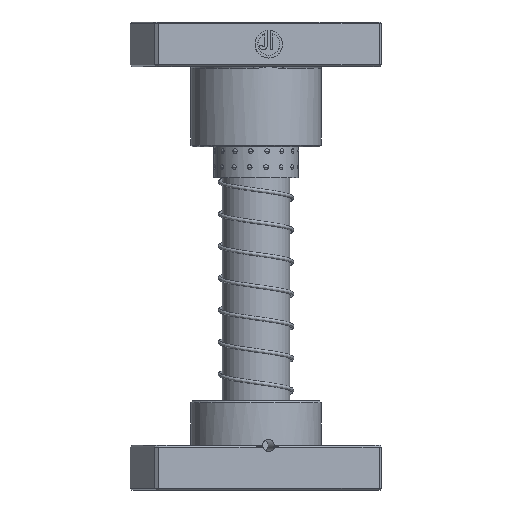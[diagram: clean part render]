
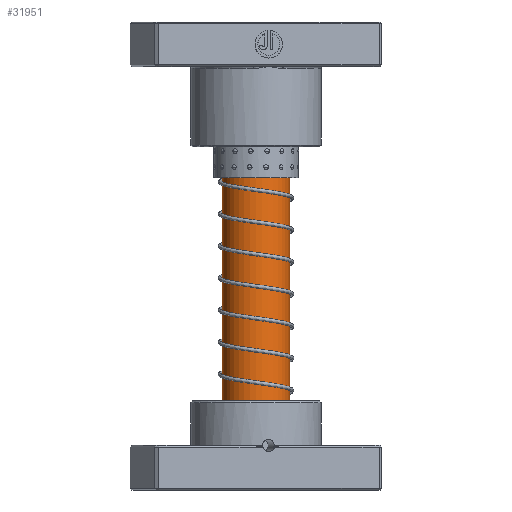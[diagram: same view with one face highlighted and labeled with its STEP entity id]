
A CAD part, front view. The second image highlights one B-rep face of the part: STEP entity #31951.
In plain terms, the highlighted cylindrical face has radius 19 mm (diameter 38 mm), a partial arc.
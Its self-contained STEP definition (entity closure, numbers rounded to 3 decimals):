
#1364 = CARTESIAN_POINT ( 'NONE',  ( 19., 0., 220. ) ) ;
#2042 = DIRECTION ( 'NONE',  ( 0., 0., -1. ) ) ;
#3582 = EDGE_CURVE ( 'NONE', #4999, #22270, #20339, .T. ) ;
#3661 = EDGE_CURVE ( 'NONE', #15038, #41222, #16089, .T. ) ;
#4630 = DIRECTION ( 'NONE',  ( -1., 0., 0. ) ) ;
#4999 = VERTEX_POINT ( 'NONE', #34614 ) ;
#5874 = EDGE_LOOP ( 'NONE', ( #38445, #42666, #11038, #32810 ) ) ;
#7026 = EDGE_CURVE ( 'NONE', #4999, #15038, #20473, .T. ) ;
#7091 = VECTOR ( 'NONE', #2042, 1000. ) ;
#8737 = CIRCLE ( 'NONE', #25096, 19. ) ;
#10787 = FACE_OUTER_BOUND ( 'NONE', #5874, .T. ) ;
#11038 = ORIENTED_EDGE ( 'NONE', *, *, #3661, .T. ) ;
#11371 = DIRECTION ( 'NONE',  ( 0., 0., -1. ) ) ;
#13329 = DIRECTION ( 'NONE',  ( 0., 0., -1. ) ) ;
#14067 = CARTESIAN_POINT ( 'NONE',  ( -19., 0., 216. ) ) ;
#15038 = VERTEX_POINT ( 'NONE', #14067 ) ;
#16089 = LINE ( 'NONE', #21748, #7091 ) ;
#18704 = CYLINDRICAL_SURFACE ( 'NONE', #41115, 19. ) ;
#18750 = EDGE_CURVE ( 'NONE', #22270, #41222, #8737, .T. ) ;
#20339 = LINE ( 'NONE', #1364, #37134 ) ;
#20473 = CIRCLE ( 'NONE', #42132, 19. ) ;
#21748 = CARTESIAN_POINT ( 'NONE',  ( -19., 0., 220. ) ) ;
#22270 = VERTEX_POINT ( 'NONE', #38088 ) ;
#25096 = AXIS2_PLACEMENT_3D ( 'NONE', #33551, #13329, #36876 ) ;
#28537 = DIRECTION ( 'NONE',  ( 0., 0., -1. ) ) ;
#29086 = CARTESIAN_POINT ( 'NONE',  ( -19., 0., 29.25 ) ) ;
#31582 = CARTESIAN_POINT ( 'NONE',  ( 0., 0., 216. ) ) ;
#31951 = ADVANCED_FACE ( 'NONE', ( #10787 ), #18704, .T. ) ;
#32810 = ORIENTED_EDGE ( 'NONE', *, *, #18750, .F. ) ;
#33551 = CARTESIAN_POINT ( 'NONE',  ( 0., 0., 29.25 ) ) ;
#34614 = CARTESIAN_POINT ( 'NONE',  ( 19., 0., 216. ) ) ;
#34949 = DIRECTION ( 'NONE',  ( 1., 0., 0. ) ) ;
#35023 = CARTESIAN_POINT ( 'NONE',  ( 0., 0., 220. ) ) ;
#36876 = DIRECTION ( 'NONE',  ( -1., 0., 0. ) ) ;
#37134 = VECTOR ( 'NONE', #28537, 1000. ) ;
#38088 = CARTESIAN_POINT ( 'NONE',  ( 19., 0., 29.25 ) ) ;
#38385 = DIRECTION ( 'NONE',  ( 0., 0., -1. ) ) ;
#38445 = ORIENTED_EDGE ( 'NONE', *, *, #3582, .F. ) ;
#41115 = AXIS2_PLACEMENT_3D ( 'NONE', #35023, #38385, #4630 ) ;
#41222 = VERTEX_POINT ( 'NONE', #29086 ) ;
#42132 = AXIS2_PLACEMENT_3D ( 'NONE', #31582, #11371, #34949 ) ;
#42666 = ORIENTED_EDGE ( 'NONE', *, *, #7026, .T. ) ;
